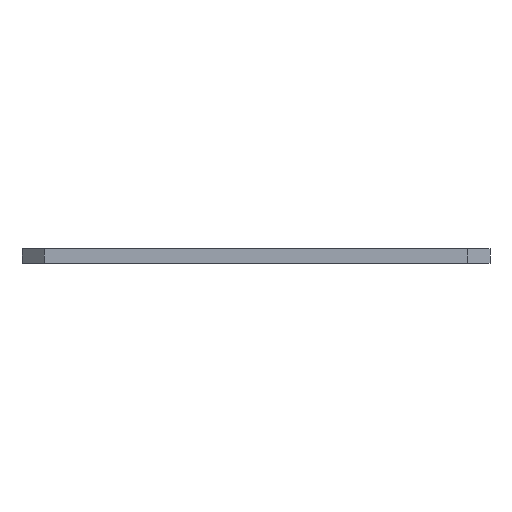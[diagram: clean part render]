
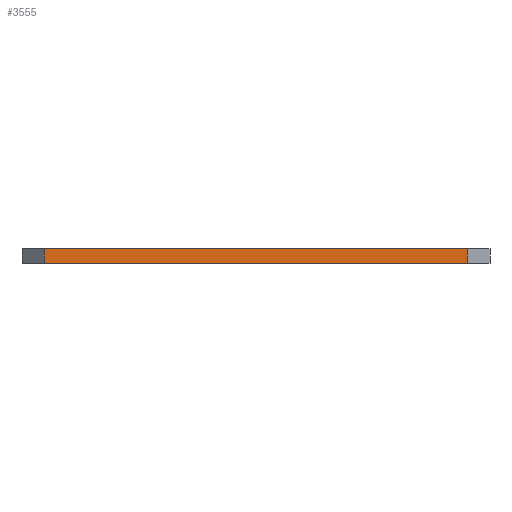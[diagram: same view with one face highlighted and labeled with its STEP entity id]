
A CAD part, front view. The second image highlights one B-rep face of the part: STEP entity #3555.
In plain terms, the highlighted planar face has unit normal (0, -1, 0).
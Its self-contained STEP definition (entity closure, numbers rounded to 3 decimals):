
#83 = PLANE('',#84);
#84 = AXIS2_PLACEMENT_3D('',#85,#86,#87);
#85 = CARTESIAN_POINT('',(148.642,-105.274,1.6));
#86 = DIRECTION('',(-0.,-0.,-1.));
#87 = DIRECTION('',(-1.,0.,0.));
#137 = PLANE('',#138);
#138 = AXIS2_PLACEMENT_3D('',#139,#140,#141);
#139 = CARTESIAN_POINT('',(148.642,-105.274,0.));
#140 = DIRECTION('',(-0.,-0.,-1.));
#141 = DIRECTION('',(-1.,0.,0.));
#170 = PLANE('',#171);
#171 = AXIS2_PLACEMENT_3D('',#172,#173,#174);
#172 = CARTESIAN_POINT('',(124.371,-134.849,0.));
#173 = DIRECTION('',(-0.707,-0.707,0.));
#174 = DIRECTION('',(-0.707,0.707,0.));
#442 = VERTEX_POINT('',#443);
#443 = CARTESIAN_POINT('',(172.631,-134.849,0.));
#457 = PLANE('',#458);
#458 = AXIS2_PLACEMENT_3D('',#459,#460,#461);
#459 = CARTESIAN_POINT('',(175.171,-132.309,0.));
#460 = DIRECTION('',(0.707,-0.707,0.));
#461 = DIRECTION('',(-0.707,-0.707,0.));
#469 = EDGE_CURVE('',#442,#470,#472,.T.);
#470 = VERTEX_POINT('',#471);
#471 = CARTESIAN_POINT('',(124.371,-134.849,0.));
#472 = SURFACE_CURVE('',#473,(#477,#484),.PCURVE_S1.);
#473 = LINE('',#474,#475);
#474 = CARTESIAN_POINT('',(172.631,-134.849,0.));
#475 = VECTOR('',#476,1.);
#476 = DIRECTION('',(-1.,0.,0.));
#477 = PCURVE('',#137,#478);
#478 = DEFINITIONAL_REPRESENTATION('',(#479),#483);
#479 = LINE('',#480,#481);
#480 = CARTESIAN_POINT('',(-23.989,-29.574));
#481 = VECTOR('',#482,1.);
#482 = DIRECTION('',(1.,0.));
#483 = ( GEOMETRIC_REPRESENTATION_CONTEXT(2) 
PARAMETRIC_REPRESENTATION_CONTEXT() REPRESENTATION_CONTEXT('2D SPACE',''
  ) );
#484 = PCURVE('',#485,#490);
#485 = PLANE('',#486);
#486 = AXIS2_PLACEMENT_3D('',#487,#488,#489);
#487 = CARTESIAN_POINT('',(172.631,-134.849,0.));
#488 = DIRECTION('',(0.,-1.,0.));
#489 = DIRECTION('',(-1.,0.,0.));
#490 = DEFINITIONAL_REPRESENTATION('',(#491),#495);
#491 = LINE('',#492,#493);
#492 = CARTESIAN_POINT('',(0.,-0.));
#493 = VECTOR('',#494,1.);
#494 = DIRECTION('',(1.,0.));
#495 = ( GEOMETRIC_REPRESENTATION_CONTEXT(2) 
PARAMETRIC_REPRESENTATION_CONTEXT() REPRESENTATION_CONTEXT('2D SPACE',''
  ) );
#2145 = VERTEX_POINT('',#2146);
#2146 = CARTESIAN_POINT('',(172.631,-134.849,1.6));
#2167 = EDGE_CURVE('',#2145,#2168,#2170,.T.);
#2168 = VERTEX_POINT('',#2169);
#2169 = CARTESIAN_POINT('',(124.371,-134.849,1.6));
#2170 = SURFACE_CURVE('',#2171,(#2175,#2182),.PCURVE_S1.);
#2171 = LINE('',#2172,#2173);
#2172 = CARTESIAN_POINT('',(172.631,-134.849,1.6));
#2173 = VECTOR('',#2174,1.);
#2174 = DIRECTION('',(-1.,0.,0.));
#2175 = PCURVE('',#83,#2176);
#2176 = DEFINITIONAL_REPRESENTATION('',(#2177),#2181);
#2177 = LINE('',#2178,#2179);
#2178 = CARTESIAN_POINT('',(-23.989,-29.574));
#2179 = VECTOR('',#2180,1.);
#2180 = DIRECTION('',(1.,0.));
#2181 = ( GEOMETRIC_REPRESENTATION_CONTEXT(2) 
PARAMETRIC_REPRESENTATION_CONTEXT() REPRESENTATION_CONTEXT('2D SPACE',''
  ) );
#2182 = PCURVE('',#485,#2183);
#2183 = DEFINITIONAL_REPRESENTATION('',(#2184),#2188);
#2184 = LINE('',#2185,#2186);
#2185 = CARTESIAN_POINT('',(0.,-1.6));
#2186 = VECTOR('',#2187,1.);
#2187 = DIRECTION('',(1.,0.));
#2188 = ( GEOMETRIC_REPRESENTATION_CONTEXT(2) 
PARAMETRIC_REPRESENTATION_CONTEXT() REPRESENTATION_CONTEXT('2D SPACE',''
  ) );
#3505 = EDGE_CURVE('',#470,#2168,#3506,.T.);
#3506 = SURFACE_CURVE('',#3507,(#3511,#3518),.PCURVE_S1.);
#3507 = LINE('',#3508,#3509);
#3508 = CARTESIAN_POINT('',(124.371,-134.849,0.));
#3509 = VECTOR('',#3510,1.);
#3510 = DIRECTION('',(0.,0.,1.));
#3511 = PCURVE('',#170,#3512);
#3512 = DEFINITIONAL_REPRESENTATION('',(#3513),#3517);
#3513 = LINE('',#3514,#3515);
#3514 = CARTESIAN_POINT('',(0.,0.));
#3515 = VECTOR('',#3516,1.);
#3516 = DIRECTION('',(0.,-1.));
#3517 = ( GEOMETRIC_REPRESENTATION_CONTEXT(2) 
PARAMETRIC_REPRESENTATION_CONTEXT() REPRESENTATION_CONTEXT('2D SPACE',''
  ) );
#3518 = PCURVE('',#485,#3519);
#3519 = DEFINITIONAL_REPRESENTATION('',(#3520),#3524);
#3520 = LINE('',#3521,#3522);
#3521 = CARTESIAN_POINT('',(48.26,0.));
#3522 = VECTOR('',#3523,1.);
#3523 = DIRECTION('',(0.,-1.));
#3524 = ( GEOMETRIC_REPRESENTATION_CONTEXT(2) 
PARAMETRIC_REPRESENTATION_CONTEXT() REPRESENTATION_CONTEXT('2D SPACE',''
  ) );
#3555 = ADVANCED_FACE('',(#3556),#485,.T.);
#3556 = FACE_BOUND('',#3557,.T.);
#3557 = EDGE_LOOP('',(#3558,#3579,#3580,#3581));
#3558 = ORIENTED_EDGE('',*,*,#3559,.T.);
#3559 = EDGE_CURVE('',#442,#2145,#3560,.T.);
#3560 = SURFACE_CURVE('',#3561,(#3565,#3572),.PCURVE_S1.);
#3561 = LINE('',#3562,#3563);
#3562 = CARTESIAN_POINT('',(172.631,-134.849,0.));
#3563 = VECTOR('',#3564,1.);
#3564 = DIRECTION('',(0.,0.,1.));
#3565 = PCURVE('',#485,#3566);
#3566 = DEFINITIONAL_REPRESENTATION('',(#3567),#3571);
#3567 = LINE('',#3568,#3569);
#3568 = CARTESIAN_POINT('',(0.,-0.));
#3569 = VECTOR('',#3570,1.);
#3570 = DIRECTION('',(0.,-1.));
#3571 = ( GEOMETRIC_REPRESENTATION_CONTEXT(2) 
PARAMETRIC_REPRESENTATION_CONTEXT() REPRESENTATION_CONTEXT('2D SPACE',''
  ) );
#3572 = PCURVE('',#457,#3573);
#3573 = DEFINITIONAL_REPRESENTATION('',(#3574),#3578);
#3574 = LINE('',#3575,#3576);
#3575 = CARTESIAN_POINT('',(3.592,0.));
#3576 = VECTOR('',#3577,1.);
#3577 = DIRECTION('',(0.,-1.));
#3578 = ( GEOMETRIC_REPRESENTATION_CONTEXT(2) 
PARAMETRIC_REPRESENTATION_CONTEXT() REPRESENTATION_CONTEXT('2D SPACE',''
  ) );
#3579 = ORIENTED_EDGE('',*,*,#2167,.T.);
#3580 = ORIENTED_EDGE('',*,*,#3505,.F.);
#3581 = ORIENTED_EDGE('',*,*,#469,.F.);
